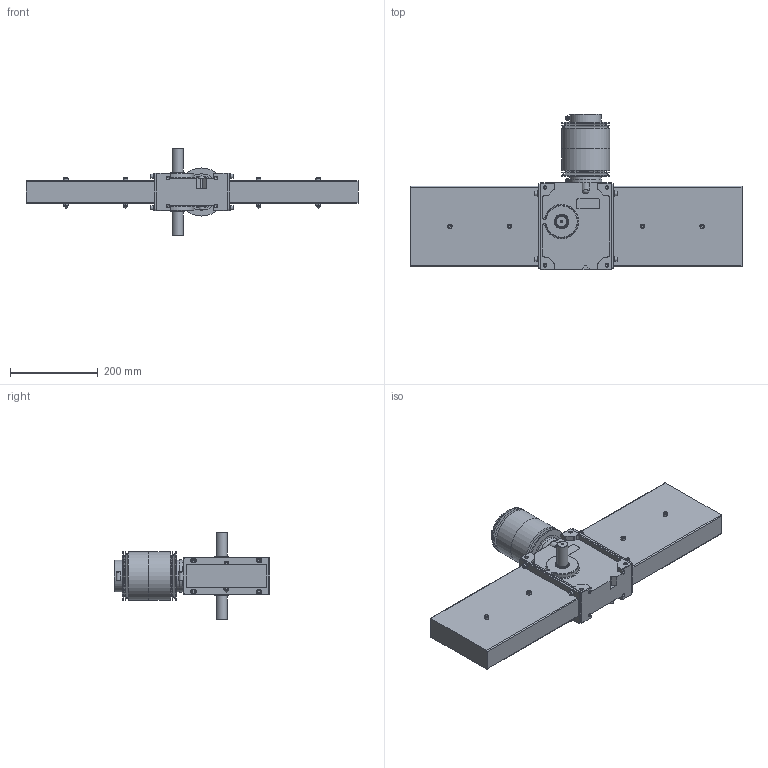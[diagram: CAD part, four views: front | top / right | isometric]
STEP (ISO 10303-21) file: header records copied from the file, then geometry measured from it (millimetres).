
FILE_DESCRIPTION(/* description */ ('STEP AP214'),/* implementation_level */ '2;1');
FILE_NAME(/* name */ 'ZCA45N100ET-J1',/* time_stamp */ '2023-09-22T16:19:11+02:00',/* author */ ('License CC BY-ND 4.0'),/* organization */ ('CADENAS'),/* preprocessor_version */ 'ST-DEVELOPER v19.3',/* originating_system */ 'PARTsolutions',/* authorisation */ ' ');
FILE_SCHEMA (('AUTOMOTIVE_DESIGN {1 0 10303 214 3 1 1}'));
Length unit declared in the file: millimetre
Products named in the file (6): ZCA45N100ET-J1; ZCA45-1000_bellows2; ZCA45-1000_bellows; ZCA45100_hr; ZCA45100_hl; ZCA45T-J1_ds+is
Assembly tree (5 placements, depth 2):
  ZCA45N100ET-J1
    ZCA45-1000_bellows2
    ZCA45-1000_bellows
    ZCA45100_hr
    ZCA45100_hl
    ZCA45T-J1_ds+is
Bounding box: 758 x 355 x 200 mm (x, y, z)
Volume: 9279795 mm3; surface area: 647419.6 mm2
Topology: 5 solids, 5 shells, 712 faces, 1730 edges, 1116 vertices
Faces by surface type: plane 380, cylinder 207, cone 101, torus 18, sphere 6
Full cylindrical faces by diameter (mm): 4.917 x2, 6.647 x22, 8.5 x2, 8.6 x4, 10 x18, 12.2 x4, 12.5 x8, 13 x3, 13.5 x3, 25 x2, 30 x2, 32 x2, 40.24 x2, 52 x2, 54.605 x2, 69.9 x1, 70 x1, 72 x2, 73.6 x1, 110 x4
Entity records: 19799 total; most frequent: CARTESIAN_POINT 3598, DIRECTION 3384, ORIENTED_EDGE 3006, EDGE_CURVE 1503, AXIS2_PLACEMENT_3D 1245, VERTEX_POINT 1089, FACE_BOUND 1000, EDGE_LOOP 980
